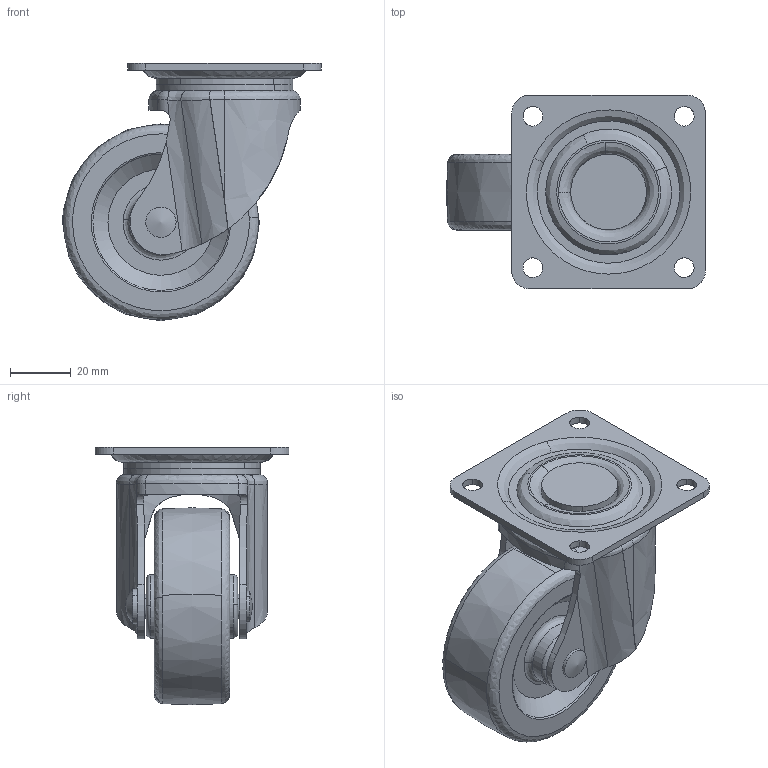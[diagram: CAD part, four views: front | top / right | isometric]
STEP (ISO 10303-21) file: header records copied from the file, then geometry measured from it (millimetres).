
FILE_DESCRIPTION((''),'2;1');
FILE_NAME('','2006-01-18T12:20:51',(''),(''),'','CADfix','');
FILE_SCHEMA(('AUTOMOTIVE_DESIGN'));
Length unit declared in the file: millimetre
Products named in the file (6): wheel; mounting plate; main shaft; body; axle; No_105FH_P_29804_36
Assembly tree (5 placements, depth 2):
  No_105FH_P_29804_36
    wheel
    mounting plate
    main shaft
    body
    axle
Bounding box: 85.5 x 64 x 85 mm (x, y, z)
Volume: 112275.3 mm3; surface area: 39322.3 mm2
Topology: 5 solids, 5 shells, 183 faces, 667 edges, 508 vertices
Faces by surface type: bspline 183
Entity records: 11926 total; most frequent: CARTESIAN_POINT 7913, ORIENTED_EDGE 1334, EDGE_CURVE 667, B_SPLINE_CURVE_WITH_KNOTS 515, VERTEX_POINT 508, EDGE_LOOP 215, FACE_OUTER_BOUND 183, ADVANCED_FACE 183
